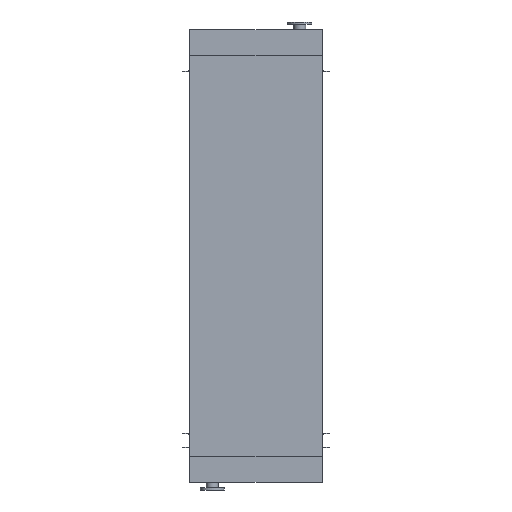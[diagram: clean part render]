
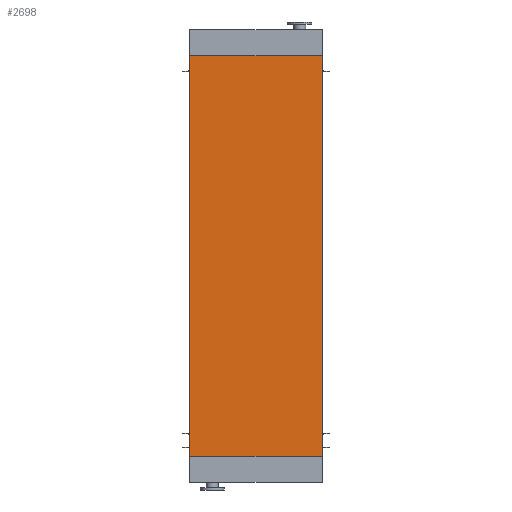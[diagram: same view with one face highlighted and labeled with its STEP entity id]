
A CAD part, front view. The second image highlights one B-rep face of the part: STEP entity #2698.
In plain terms, the highlighted planar face has unit normal (0, -1, 0).
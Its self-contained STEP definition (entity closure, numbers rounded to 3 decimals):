
#70 = AXIS2_PLACEMENT_3D ( 'NONE', #14452, #13041, #10542 ) ;
#939 = LINE ( 'NONE', #7367, #14789 ) ;
#1094 = DIRECTION ( 'NONE',  ( 0., 0., 1. ) ) ;
#2208 = CARTESIAN_POINT ( 'NONE',  ( 605., 0., 0. ) ) ;
#2465 = CARTESIAN_POINT ( 'NONE',  ( -605., 0., -3650. ) ) ;
#2698 = ADVANCED_FACE ( 'NONE', ( #11788 ), #5444, .T. ) ;
#2879 = ORIENTED_EDGE ( 'NONE', *, *, #16061, .T. ) ;
#4983 = CARTESIAN_POINT ( 'NONE',  ( -605., 0., -3650. ) ) ;
#5002 = CARTESIAN_POINT ( 'NONE',  ( -605., 0., -3650. ) ) ;
#5444 = PLANE ( 'NONE',  #70 ) ;
#5783 = EDGE_CURVE ( 'NONE', #13160, #6924, #12434, .T. ) ;
#6242 = DIRECTION ( 'NONE',  ( 1., 0., 0. ) ) ;
#6662 = VECTOR ( 'NONE', #12848, 1000. ) ;
#6924 = VERTEX_POINT ( 'NONE', #2208 ) ;
#7367 = CARTESIAN_POINT ( 'NONE',  ( 605., 0., -3650. ) ) ;
#7429 = EDGE_LOOP ( 'NONE', ( #10897, #12242, #16269, #2879 ) ) ;
#7869 = VERTEX_POINT ( 'NONE', #4983 ) ;
#9727 = CARTESIAN_POINT ( 'NONE',  ( 605., 0., -3650. ) ) ;
#10237 = EDGE_CURVE ( 'NONE', #7869, #14131, #13003, .T. ) ;
#10542 = DIRECTION ( 'NONE',  ( 0., 0., -1. ) ) ;
#10897 = ORIENTED_EDGE ( 'NONE', *, *, #5783, .F. ) ;
#11180 = CARTESIAN_POINT ( 'NONE',  ( -605., 0., 0. ) ) ;
#11434 = LINE ( 'NONE', #5002, #6662 ) ;
#11788 = FACE_OUTER_BOUND ( 'NONE', #7429, .T. ) ;
#12109 = EDGE_CURVE ( 'NONE', #7869, #13160, #11434, .T. ) ;
#12242 = ORIENTED_EDGE ( 'NONE', *, *, #12109, .F. ) ;
#12434 = LINE ( 'NONE', #11180, #13462 ) ;
#12673 = DIRECTION ( 'NONE',  ( 1., 0., 0. ) ) ;
#12848 = DIRECTION ( 'NONE',  ( 0., 0., 1. ) ) ;
#13003 = LINE ( 'NONE', #2465, #15378 ) ;
#13041 = DIRECTION ( 'NONE',  ( 0., -1., 0. ) ) ;
#13160 = VERTEX_POINT ( 'NONE', #15892 ) ;
#13462 = VECTOR ( 'NONE', #12673, 1000. ) ;
#14131 = VERTEX_POINT ( 'NONE', #9727 ) ;
#14452 = CARTESIAN_POINT ( 'NONE',  ( -605., 0., -3650. ) ) ;
#14789 = VECTOR ( 'NONE', #1094, 1000. ) ;
#15378 = VECTOR ( 'NONE', #6242, 1000. ) ;
#15892 = CARTESIAN_POINT ( 'NONE',  ( -605., 0., 0. ) ) ;
#16061 = EDGE_CURVE ( 'NONE', #14131, #6924, #939, .T. ) ;
#16269 = ORIENTED_EDGE ( 'NONE', *, *, #10237, .T. ) ;
